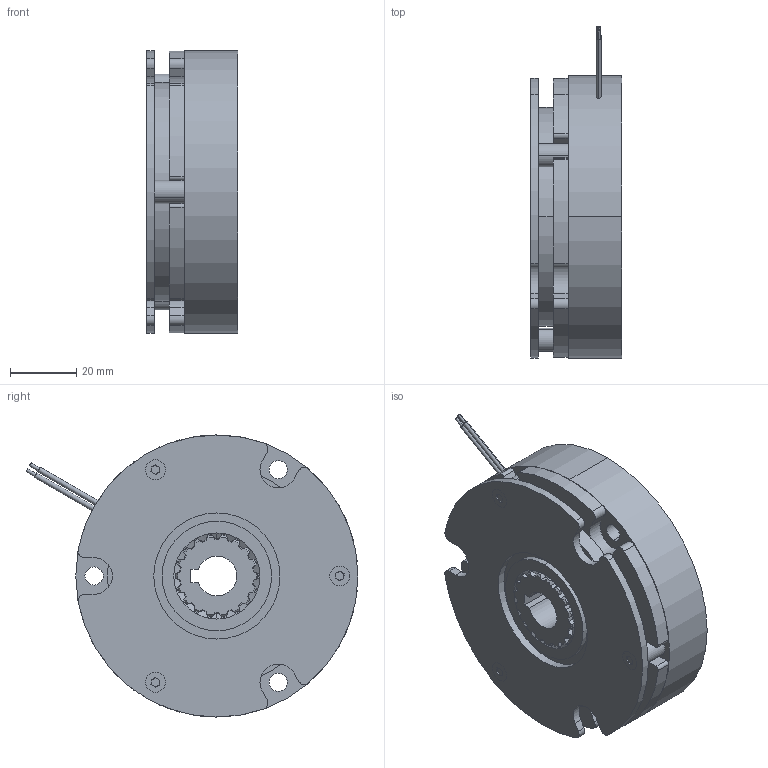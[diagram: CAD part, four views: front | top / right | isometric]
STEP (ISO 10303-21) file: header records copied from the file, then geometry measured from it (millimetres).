
FILE_DESCRIPTION (( 'STEP AP203' ), '1' );
FILE_NAME ('335_TSEB_WebAssy.STEP', '2020-07-16T14:10:53', ( '' ), ( '' ), 'SwSTEP 2.0', 'SolidWorks 2020', '' );
FILE_SCHEMA (( 'CONFIG_CONTROL_DESIGN' ));
Length unit declared in the file: inch
Products named in the file (1): 335_TSEB_WebAssy
Bounding box: 27.6 x 99.97 x 85 mm (x, y, z)
Volume: 134310.7 mm3; surface area: 49096.8 mm2
Topology: 13 solids, 13 shells, 376 faces, 1007 edges, 667 vertices
Faces by surface type: cylinder 245, plane 75, cone 56
Entity records: 12191 total; most frequent: CARTESIAN_POINT 2507, DIRECTION 2082, ORIENTED_EDGE 2014, EDGE_CURVE 1007, AXIS2_PLACEMENT_3D 850, VERTEX_POINT 667, CIRCLE 473, EDGE_LOOP 408
